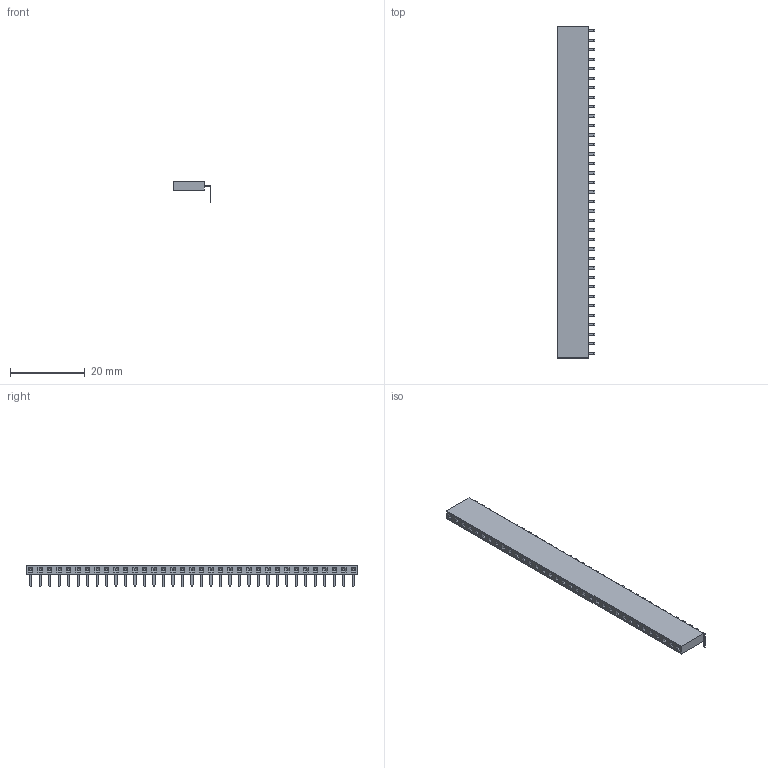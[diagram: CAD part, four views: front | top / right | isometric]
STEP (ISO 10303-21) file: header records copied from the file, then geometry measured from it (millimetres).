
FILE_DESCRIPTION(/* description */ ('model of PinSocket_1x35_P2.54mm_Horizontal'),/* implementation_level */ '2;1');
FILE_NAME(/* name */ 'PinSocket_1x35_P2.54mm_Horizontal.step',/* time_stamp */ '1970-01-01T00:00:00',/* author */ ('KiCAD','kicad'),/* organization */ ('OCCT'),/* preprocessor_version */ '',/* originating_system */ 'KiCAD',/* authorisation */ '');
FILE_SCHEMA(('AUTOMOTIVE_DESIGN { 1 0 10303 214 1 1 1 1 }'));
Length unit declared in the file: millimetre
Products named in the file (1): PinSocket_1x35_P2.54mm_Horizontal
Bounding box: 10.13 x 88.9 x 5.84 mm (x, y, z)
Volume: 1821.8 mm3; surface area: 3064.1 mm2
Topology: 1 solids, 1 shells, 1060 faces, 2824 edges, 1836 vertices
Faces by surface type: plane 990, cylinder 70
Entity records: 20902 total; most frequent: ORIENTED_EDGE 4236, EDGE_CURVE 2824, CARTESIAN_POINT 2645, LINE 2542, VERTEX_POINT 1836, FACE_BOUND 1130, EDGE_LOOP 1130, ADVANCED_FACE 1060
